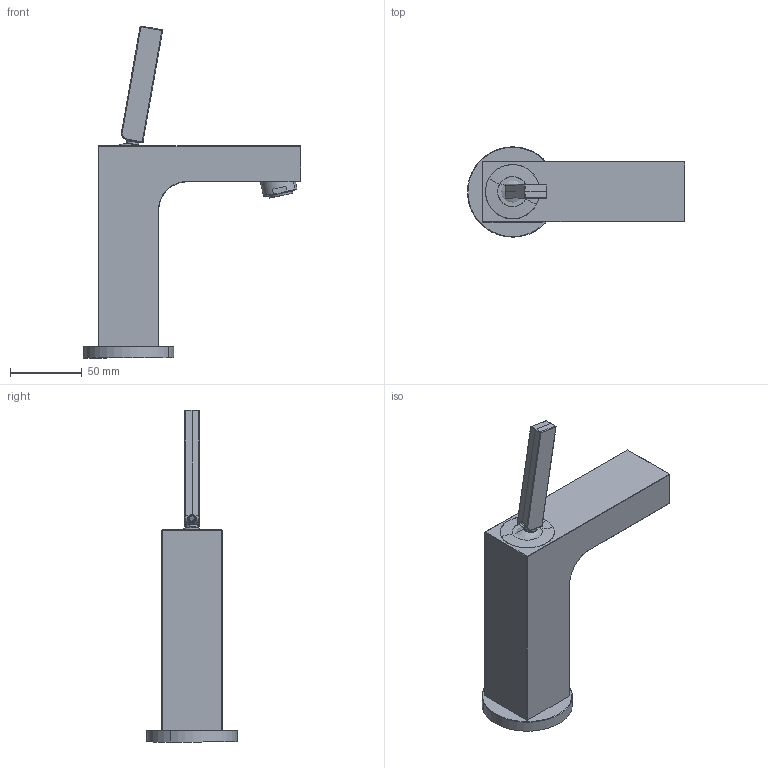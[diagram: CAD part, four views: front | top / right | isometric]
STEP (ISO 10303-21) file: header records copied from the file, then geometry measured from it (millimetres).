
FILE_DESCRIPTION(('CAx-IF Rec.Pracs.---Model Styling and Organization---1.2---2011-12-15','CAx-IF Rec.Pracs.---Geometric and Assembly Validation Properties---4.1---2014-06-16','CAx-IF Rec.Pracs.---PMI Polyline Presentation---2.0---2013-05-24'),'2;1');
FILE_NAME('1000119986_PPR_000.stp','2017-09-25T10:44:43+02:00',(''),(''),'STEP Interface 4.1 by CT CoreTechnologie','3D_Evolution4.1 by CT CoreTechnologie','');
FILE_SCHEMA(('AP203_CONFIGURATION_CONTROLLED_3D_DESIGN_OF_MECHANICAL_PARTS_AND_ASSEMBLIES_MIM_LF'));
Length unit declared in the file: millimetre
Products named in the file (11): P_2 AX Citterio Einh.Waschtischm.o.Zugst 1000119986_PPR_000_A0; P_2 GK WTM AXOR Citterio ohne Zugstange 1000119987_PPA_000_A0; P_2 Griff  AX Citterio 1000073658_PPA_000_A0; Gewindestift mit Zapfen DIN915-M6x6-A2 1000000103_PPA_000_A0; P_2 Abdeckrosette Citterio 1000111255_PPA_000_A0; P_2 Rosette kpl. Citterio 1000111257_PPR_000_A0; P_2 Rosette WTM AXOR_ Citterio 1000111256_PPA_000_A0; P_2 SR_STD_SC__M24x1-m 1000085259_PPR_000_A1; P_2 Strahlreglerhuelse M24x1 (R02) 1000085260_PPA_000_A1; SR_STD_SC_2,2gpm-air_gelb 1000063090_PPA_000_A0; Flachdichtung d15xD21,3 (EB-2,4) 1000029262_PPA_000_A1
Assembly tree (10 placements, depth 3):
  P_2 AX Citterio Einh.Waschtischm.o.Zugst 1000119986_PPR_000_A0
    P_2 GK WTM AXOR Citterio ohne Zugstange 1000119987_PPA_000_A0
    P_2 Griff  AX Citterio 1000073658_PPA_000_A0
    Gewindestift mit Zapfen DIN915-M6x6-A2 1000000103_PPA_000_A0
    P_2 Abdeckrosette Citterio 1000111255_PPA_000_A0
    P_2 Rosette kpl. Citterio 1000111257_PPR_000_A0
      P_2 Rosette WTM AXOR_ Citterio 1000111256_PPA_000_A0
    P_2 SR_STD_SC__M24x1-m 1000085259_PPR_000_A1
      P_2 Strahlreglerhuelse M24x1 (R02) 1000085260_PPA_000_A1
      SR_STD_SC_2,2gpm-air_gelb 1000063090_PPA_000_A0
      Flachdichtung d15xD21,3 (EB-2,4) 1000029262_PPA_000_A1
Bounding box: 151.49 x 62.98 x 231.76 mm (x, y, z)
Volume: 396487.3 mm3; surface area: 63084.3 mm2
Topology: 8 solids, 8 shells, 1051 faces, 2806 edges, 1762 vertices
Faces by surface type: plane 494, cylinder 387, bspline 170
Entity records: 49147 total; most frequent: CARTESIAN_POINT 10812, ORIENTED_EDGE 5584, DIRECTION 5583, EDGE_CURVE 2792, AXIS2_PLACEMENT_3D 1964, VERTEX_POINT 1762, VECTOR 1655, LINE 1655
